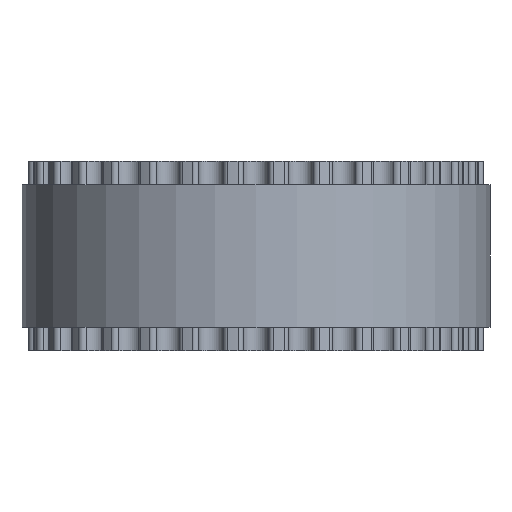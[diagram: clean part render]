
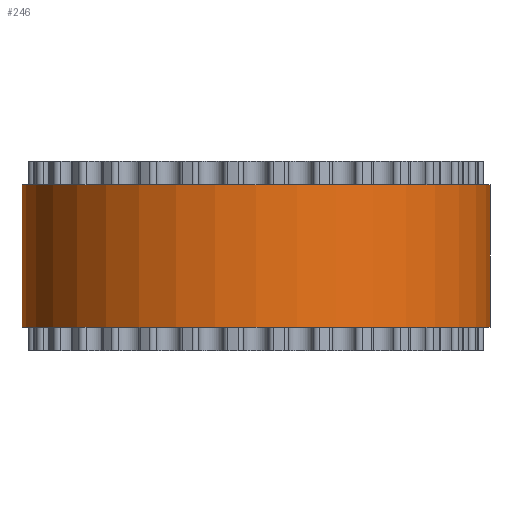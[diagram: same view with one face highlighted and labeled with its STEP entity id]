
A CAD part, front view. The second image highlights one B-rep face of the part: STEP entity #246.
In plain terms, the highlighted cylindrical face has radius 9.868 mm (diameter 19.735 mm), a full revolution.
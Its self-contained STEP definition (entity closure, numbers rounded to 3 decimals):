
#97=FACE_BOUND('',#624,.T.);
#98=FACE_BOUND('',#625,.T.);
#246=ADVANCED_FACE('',(#97,#98),#371,.T.);
#371=CYLINDRICAL_SURFACE('',#2871,9.868);
#624=EDGE_LOOP('',(#1618));
#625=EDGE_LOOP('',(#1619));
#1618=ORIENTED_EDGE('',*,*,#2242,.T.);
#1619=ORIENTED_EDGE('',*,*,#2243,.T.);
#1868=VERTEX_POINT('',#4500);
#1869=VERTEX_POINT('',#4502);
#2242=EDGE_CURVE('',#1868,#1868,#2492,.T.);
#2243=EDGE_CURVE('',#1869,#1869,#2493,.T.);
#2492=CIRCLE('',#2869,9.868);
#2493=CIRCLE('',#2870,9.868);
#2869=AXIS2_PLACEMENT_3D('',#4499,#3746,#3747);
#2870=AXIS2_PLACEMENT_3D('',#4501,#3748,#3749);
#2871=AXIS2_PLACEMENT_3D('',#4503,#3750,#3751);
#3746=DIRECTION('',(0.,0.,1.));
#3747=DIRECTION('',(1.,0.,0.));
#3748=DIRECTION('',(0.,0.,-1.));
#3749=DIRECTION('',(1.,0.,0.));
#3750=DIRECTION('',(0.,0.,1.));
#3751=DIRECTION('',(1.,0.,0.));
#4499=CARTESIAN_POINT('',(0.,0.,1.));
#4500=CARTESIAN_POINT('',(9.868,0.,1.));
#4501=CARTESIAN_POINT('',(0.,0.,7.));
#4502=CARTESIAN_POINT('',(9.868,0.,7.));
#4503=CARTESIAN_POINT('',(0.,0.,1.));
